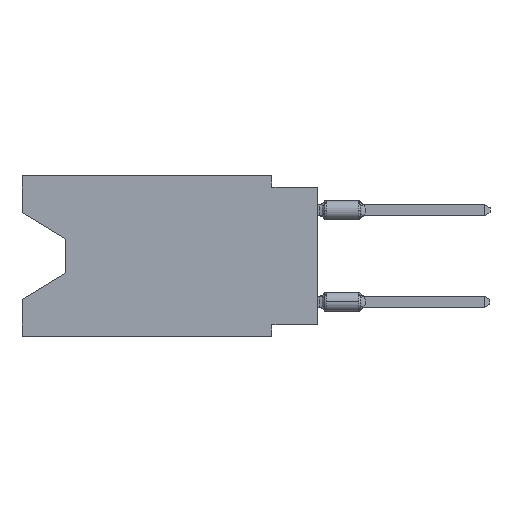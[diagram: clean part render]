
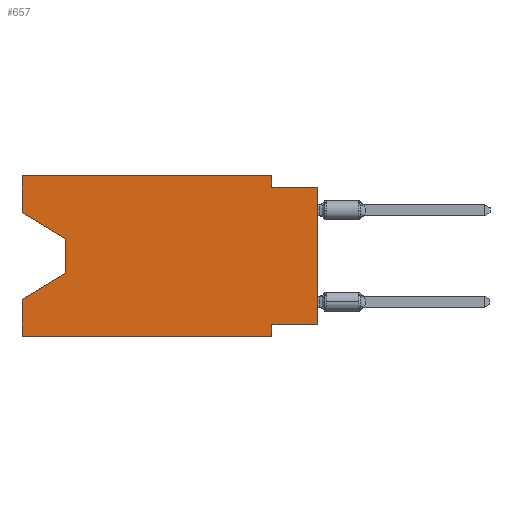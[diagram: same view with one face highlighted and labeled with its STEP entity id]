
A CAD part, left-side view. The second image highlights one B-rep face of the part: STEP entity #657.
In plain terms, the highlighted planar face has unit normal (-1, 0, 0).
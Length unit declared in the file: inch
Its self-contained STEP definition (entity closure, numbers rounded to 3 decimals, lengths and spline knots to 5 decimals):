
#242 = CARTESIAN_POINT ( 'NONE',  ( 0., 0.1, -0.35 ) ) ;
#353 = DIRECTION ( 'NONE',  ( 0., -1., 0. ) ) ;
#519 = DIRECTION ( 'NONE',  ( 0., 0., -1. ) ) ;
#657 = ADVANCED_FACE ( 'NONE', ( #4034 ), #6801, .F. ) ;
#1172 = CARTESIAN_POINT ( 'NONE',  ( 0., 0.645, -0.35 ) ) ;
#1195 = CARTESIAN_POINT ( 'NONE',  ( 0., 0.645, 0. ) ) ;
#1448 = DIRECTION ( 'NONE',  ( 0., 0., -1. ) ) ;
#2404 = DIRECTION ( 'NONE',  ( 0., 0., 1. ) ) ;
#3517 = CARTESIAN_POINT ( 'NONE',  ( 0., 0.1, -0.025 ) ) ;
#3748 = VECTOR ( 'NONE', #20143, 39.37008 ) ;
#4034 = FACE_OUTER_BOUND ( 'NONE', #19265, .T. ) ;
#4282 = CARTESIAN_POINT ( 'NONE',  ( 0., 0., -0.325 ) ) ;
#4651 = EDGE_CURVE ( 'NONE', #22333, #32745, #9021, .T. ) ;
#4783 = DIRECTION ( 'NONE',  ( 0., 0., -1. ) ) ;
#5345 = CARTESIAN_POINT ( 'NONE',  ( 0., 0.55, -0.138 ) ) ;
#5745 = EDGE_CURVE ( 'NONE', #6080, #36967, #34514, .T. ) ;
#6080 = VERTEX_POINT ( 'NONE', #13954 ) ;
#6448 = DIRECTION ( 'NONE',  ( 0., 0., 1. ) ) ;
#6801 = PLANE ( 'NONE',  #31164 ) ;
#7003 = CARTESIAN_POINT ( 'NONE',  ( 0., 0.645, 0. ) ) ;
#7165 = ORIENTED_EDGE ( 'NONE', *, *, #30276, .T. ) ;
#7758 = CARTESIAN_POINT ( 'NONE',  ( 0., 0., -0.325 ) ) ;
#7847 = CARTESIAN_POINT ( 'NONE',  ( 0., 0.55, -0.212 ) ) ;
#8344 = ORIENTED_EDGE ( 'NONE', *, *, #33236, .T. ) ;
#8675 = VECTOR ( 'NONE', #30904, 39.37008 ) ;
#8981 = CARTESIAN_POINT ( 'NONE',  ( 0., 0., -0.025 ) ) ;
#9021 = LINE ( 'NONE', #8981, #30963 ) ;
#9591 = VERTEX_POINT ( 'NONE', #23636 ) ;
#10167 = LINE ( 'NONE', #33433, #34438 ) ;
#10613 = VECTOR ( 'NONE', #1448, 39.37008 ) ;
#10639 = VERTEX_POINT ( 'NONE', #242 ) ;
#10842 = CARTESIAN_POINT ( 'NONE',  ( 0., 0.1, -0.35 ) ) ;
#11296 = CARTESIAN_POINT ( 'NONE',  ( 0., 0.55, -0.138 ) ) ;
#11944 = VECTOR ( 'NONE', #2404, 39.37008 ) ;
#13486 = EDGE_CURVE ( 'NONE', #16555, #9591, #30944, .T. ) ;
#13596 = DIRECTION ( 'NONE',  ( 0., -1., 0. ) ) ;
#13646 = LINE ( 'NONE', #23660, #11944 ) ;
#13954 = CARTESIAN_POINT ( 'NONE',  ( 0., 0.645, -0.08025 ) ) ;
#14243 = EDGE_CURVE ( 'NONE', #6080, #16555, #17001, .T. ) ;
#14312 = EDGE_CURVE ( 'NONE', #37330, #21059, #13646, .T. ) ;
#14320 = DIRECTION ( 'NONE',  ( 0., 0.855, -0.519 ) ) ;
#15648 = VECTOR ( 'NONE', #13596, 39.37008 ) ;
#15861 = ORIENTED_EDGE ( 'NONE', *, *, #28920, .F. ) ;
#15920 = ORIENTED_EDGE ( 'NONE', *, *, #35871, .T. ) ;
#16016 = CARTESIAN_POINT ( 'NONE',  ( 0., 0.1, 0. ) ) ;
#16422 = LINE ( 'NONE', #16016, #10613 ) ;
#16555 = VERTEX_POINT ( 'NONE', #28008 ) ;
#16880 = CARTESIAN_POINT ( 'NONE',  ( 0., 0.1, -0.325 ) ) ;
#17001 = LINE ( 'NONE', #29011, #3748 ) ;
#18195 = EDGE_CURVE ( 'NONE', #37259, #21059, #28892, .T. ) ;
#18617 = VECTOR ( 'NONE', #34856, 39.37008 ) ;
#19265 = EDGE_LOOP ( 'NONE', ( #29488, #15920, #38154, #37648, #8344, #37504, #26993, #7165, #22505, #15861, #31960, #22460 ) ) ;
#20143 = DIRECTION ( 'NONE',  ( 0., 0., 1. ) ) ;
#21059 = VERTEX_POINT ( 'NONE', #26125 ) ;
#22022 = LINE ( 'NONE', #4282, #8675 ) ;
#22333 = VERTEX_POINT ( 'NONE', #3517 ) ;
#22460 = ORIENTED_EDGE ( 'NONE', *, *, #14243, .F. ) ;
#22505 = ORIENTED_EDGE ( 'NONE', *, *, #4651, .F. ) ;
#23080 = DIRECTION ( 'NONE',  ( 0., -0.855, -0.519 ) ) ;
#23636 = CARTESIAN_POINT ( 'NONE',  ( 0., 0.1, 0. ) ) ;
#23660 = CARTESIAN_POINT ( 'NONE',  ( 0., 0.645, 0. ) ) ;
#25937 = CARTESIAN_POINT ( 'NONE',  ( 0., 0.55, -0.212 ) ) ;
#26011 = LINE ( 'NONE', #10842, #18617 ) ;
#26125 = CARTESIAN_POINT ( 'NONE',  ( 0., 0.645, -0.26975 ) ) ;
#26232 = EDGE_CURVE ( 'NONE', #37787, #10639, #26011, .T. ) ;
#26290 = DIRECTION ( 'NONE',  ( 0., -1., 0. ) ) ;
#26495 = VECTOR ( 'NONE', #4783, 39.37008 ) ;
#26993 = ORIENTED_EDGE ( 'NONE', *, *, #28024, .F. ) ;
#28008 = CARTESIAN_POINT ( 'NONE',  ( 0., 0.645, 0. ) ) ;
#28024 = EDGE_CURVE ( 'NONE', #36578, #37787, #22022, .T. ) ;
#28293 = VECTOR ( 'NONE', #14320, 39.37008 ) ;
#28608 = CARTESIAN_POINT ( 'NONE',  ( 0., 0.645, -0.08025 ) ) ;
#28892 = LINE ( 'NONE', #25937, #28293 ) ;
#28920 = EDGE_CURVE ( 'NONE', #9591, #22333, #16422, .T. ) ;
#29011 = CARTESIAN_POINT ( 'NONE',  ( 0., 0.645, 0. ) ) ;
#29037 = LINE ( 'NONE', #11296, #26495 ) ;
#29488 = ORIENTED_EDGE ( 'NONE', *, *, #5745, .T. ) ;
#30276 = EDGE_CURVE ( 'NONE', #36578, #32745, #10167, .T. ) ;
#30904 = DIRECTION ( 'NONE',  ( 0., 1., 0. ) ) ;
#30944 = LINE ( 'NONE', #1195, #15648 ) ;
#30963 = VECTOR ( 'NONE', #353, 39.37008 ) ;
#31164 = AXIS2_PLACEMENT_3D ( 'NONE', #7003, #33983, #519 ) ;
#31435 = VECTOR ( 'NONE', #23080, 39.37008 ) ;
#31960 = ORIENTED_EDGE ( 'NONE', *, *, #13486, .F. ) ;
#32380 = LINE ( 'NONE', #38676, #36382 ) ;
#32745 = VERTEX_POINT ( 'NONE', #37939 ) ;
#33236 = EDGE_CURVE ( 'NONE', #37330, #10639, #32380, .T. ) ;
#33433 = CARTESIAN_POINT ( 'NONE',  ( 0., 0., 0. ) ) ;
#33983 = DIRECTION ( 'NONE',  ( 1., 0., 0. ) ) ;
#34438 = VECTOR ( 'NONE', #6448, 39.37008 ) ;
#34514 = LINE ( 'NONE', #28608, #31435 ) ;
#34856 = DIRECTION ( 'NONE',  ( 0., 0., -1. ) ) ;
#35871 = EDGE_CURVE ( 'NONE', #36967, #37259, #29037, .T. ) ;
#36382 = VECTOR ( 'NONE', #26290, 39.37008 ) ;
#36578 = VERTEX_POINT ( 'NONE', #7758 ) ;
#36967 = VERTEX_POINT ( 'NONE', #5345 ) ;
#37259 = VERTEX_POINT ( 'NONE', #7847 ) ;
#37330 = VERTEX_POINT ( 'NONE', #1172 ) ;
#37504 = ORIENTED_EDGE ( 'NONE', *, *, #26232, .F. ) ;
#37648 = ORIENTED_EDGE ( 'NONE', *, *, #14312, .F. ) ;
#37787 = VERTEX_POINT ( 'NONE', #16880 ) ;
#37939 = CARTESIAN_POINT ( 'NONE',  ( 0., 0., -0.025 ) ) ;
#38154 = ORIENTED_EDGE ( 'NONE', *, *, #18195, .T. ) ;
#38676 = CARTESIAN_POINT ( 'NONE',  ( 0., 0.645, -0.35 ) ) ;
